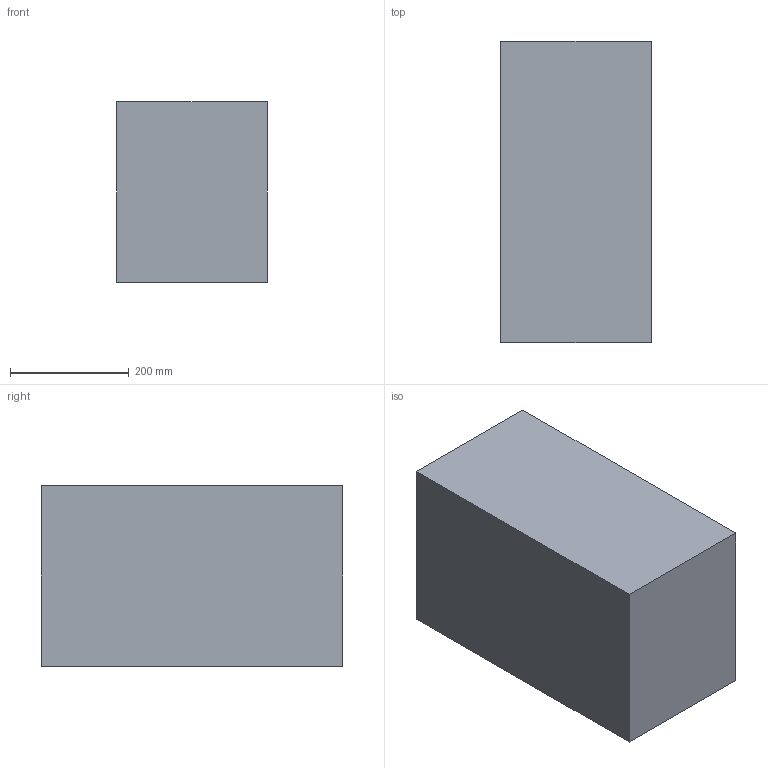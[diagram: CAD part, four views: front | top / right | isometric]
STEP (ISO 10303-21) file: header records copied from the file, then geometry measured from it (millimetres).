
FILE_DESCRIPTION(('STEP AP214'),'1');
FILE_NAME('b.step','2022-03-25T02:05:26',(' '),('ANSOFT Corporation'),'Spatial InterOp 3D',' ',' ');
FILE_SCHEMA(('automotive_design'));
Length unit declared in the file: millimetre
Products named in the file (4): 1; 2; Circle1; Box1
Bounding box: 254 x 508 x 304.8 mm (x, y, z)
Volume: 39360759.6 mm3; surface area: 762533.2 mm2
Topology: 3 solids, 4 shells, 36 faces, 84 edges, 56 vertices
Faces by surface type: plane 24, cylinder 12
Entity records: 1429 total; most frequent: DIRECTION 196, CARTESIAN_POINT 180, ORIENTED_EDGE 166, EDGE_CURVE 84, AXIS2_PLACEMENT_3D 72, VERTEX_POINT 56, LINE 52, VECTOR 52
